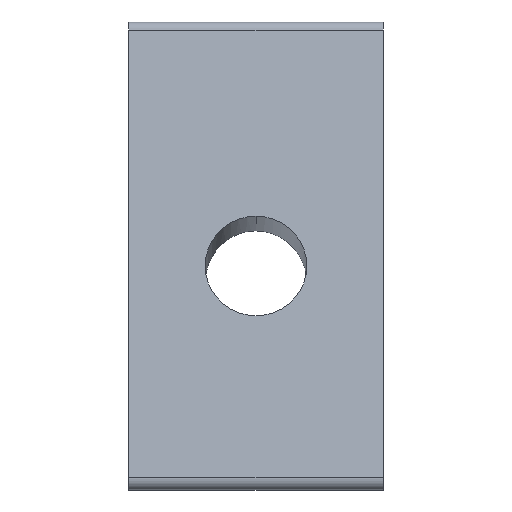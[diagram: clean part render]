
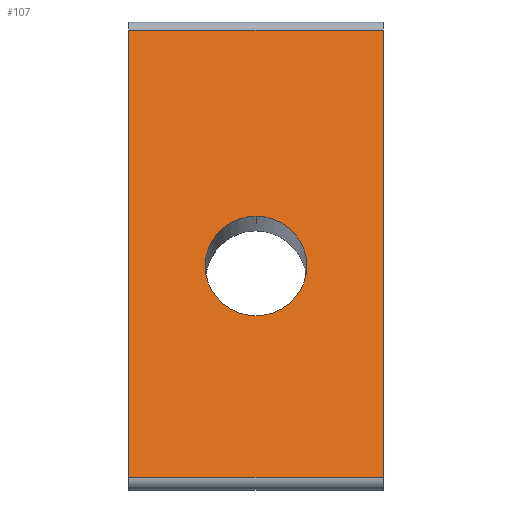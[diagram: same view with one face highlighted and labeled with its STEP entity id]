
A CAD part, front view. The second image highlights one B-rep face of the part: STEP entity #107.
In plain terms, the highlighted planar face has unit normal (0, -0.978, 0.208).
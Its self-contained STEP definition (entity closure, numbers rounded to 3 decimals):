
#22 = CARTESIAN_POINT ( 'NONE',  ( 25., -15.397, 45.181 ) ) ;
#24 = CIRCLE ( 'NONE', #255, 5. ) ;
#25 = DIRECTION ( 'NONE',  ( 0., 0.978, -0.208 ) ) ;
#38 = EDGE_LOOP ( 'NONE', ( #236, #46 ) ) ;
#41 = CARTESIAN_POINT ( 'NONE',  ( 12.5, -21.362, 17.118 ) ) ;
#42 = EDGE_CURVE ( 'NONE', #317, #103, #76, .T. ) ;
#46 = ORIENTED_EDGE ( 'NONE', *, *, #365, .F. ) ;
#53 = DIRECTION ( 'NONE',  ( 0., -0.978, 0.208 ) ) ;
#68 = CARTESIAN_POINT ( 'NONE',  ( 0., -25., 0. ) ) ;
#76 = LINE ( 'NONE', #22, #130 ) ;
#99 = LINE ( 'NONE', #197, #241 ) ;
#103 = VERTEX_POINT ( 'NONE', #246 ) ;
#105 = DIRECTION ( 'NONE',  ( 1., 0., 0. ) ) ;
#107 = ADVANCED_FACE ( 'NONE', ( #215, #334 ), #180, .F. ) ;
#121 = VERTEX_POINT ( 'NONE', #312 ) ;
#125 = EDGE_CURVE ( 'NONE', #317, #121, #222, .T. ) ;
#130 = VECTOR ( 'NONE', #210, 1000. ) ;
#137 = DIRECTION ( 'NONE',  ( 0., -0.978, 0.208 ) ) ;
#160 = VECTOR ( 'NONE', #285, 1000. ) ;
#164 = EDGE_CURVE ( 'NONE', #346, #379, #194, .T. ) ;
#174 = CARTESIAN_POINT ( 'NONE',  ( 12.5, -19.282, 26.899 ) ) ;
#180 = PLANE ( 'NONE',  #364 ) ;
#194 = CIRCLE ( 'NONE', #298, 5. ) ;
#197 = CARTESIAN_POINT ( 'NONE',  ( 25., -24.743, 1.208 ) ) ;
#200 = VECTOR ( 'NONE', #201, 1000. ) ;
#201 = DIRECTION ( 'NONE',  ( 0., -0.208, -0.978 ) ) ;
#210 = DIRECTION ( 'NONE',  ( -1., 0., 0. ) ) ;
#215 = FACE_BOUND ( 'NONE', #38, .T. ) ;
#222 = LINE ( 'NONE', #252, #160 ) ;
#228 = EDGE_LOOP ( 'NONE', ( #373, #353, #388, #370 ) ) ;
#231 = CARTESIAN_POINT ( 'NONE',  ( 25., -15.397, 45.181 ) ) ;
#236 = ORIENTED_EDGE ( 'NONE', *, *, #164, .F. ) ;
#241 = VECTOR ( 'NONE', #105, 1000. ) ;
#246 = CARTESIAN_POINT ( 'NONE',  ( 0., -15.397, 45.181 ) ) ;
#252 = CARTESIAN_POINT ( 'NONE',  ( 25., -25., 0. ) ) ;
#255 = AXIS2_PLACEMENT_3D ( 'NONE', #326, #137, #267 ) ;
#262 = CARTESIAN_POINT ( 'NONE',  ( 0., -24.743, 1.208 ) ) ;
#267 = DIRECTION ( 'NONE',  ( 0., -0.208, -0.978 ) ) ;
#283 = CARTESIAN_POINT ( 'NONE',  ( 12.5, -20.322, 22.008 ) ) ;
#285 = DIRECTION ( 'NONE',  ( 0., -0.208, -0.978 ) ) ;
#298 = AXIS2_PLACEMENT_3D ( 'NONE', #283, #53, #336 ) ;
#306 = CARTESIAN_POINT ( 'NONE',  ( 25., -25., 0. ) ) ;
#312 = CARTESIAN_POINT ( 'NONE',  ( 25., -24.743, 1.208 ) ) ;
#317 = VERTEX_POINT ( 'NONE', #231 ) ;
#326 = CARTESIAN_POINT ( 'NONE',  ( 12.5, -20.322, 22.008 ) ) ;
#327 = VERTEX_POINT ( 'NONE', #262 ) ;
#334 = FACE_OUTER_BOUND ( 'NONE', #228, .T. ) ;
#336 = DIRECTION ( 'NONE',  ( 0., -0.208, -0.978 ) ) ;
#342 = EDGE_CURVE ( 'NONE', #327, #121, #99, .T. ) ;
#346 = VERTEX_POINT ( 'NONE', #41 ) ;
#349 = EDGE_CURVE ( 'NONE', #103, #327, #352, .T. ) ;
#352 = LINE ( 'NONE', #68, #200 ) ;
#353 = ORIENTED_EDGE ( 'NONE', *, *, #42, .T. ) ;
#363 = DIRECTION ( 'NONE',  ( 0., 0.208, 0.978 ) ) ;
#364 = AXIS2_PLACEMENT_3D ( 'NONE', #306, #25, #363 ) ;
#365 = EDGE_CURVE ( 'NONE', #379, #346, #24, .T. ) ;
#370 = ORIENTED_EDGE ( 'NONE', *, *, #342, .T. ) ;
#373 = ORIENTED_EDGE ( 'NONE', *, *, #125, .F. ) ;
#379 = VERTEX_POINT ( 'NONE', #174 ) ;
#388 = ORIENTED_EDGE ( 'NONE', *, *, #349, .T. ) ;
